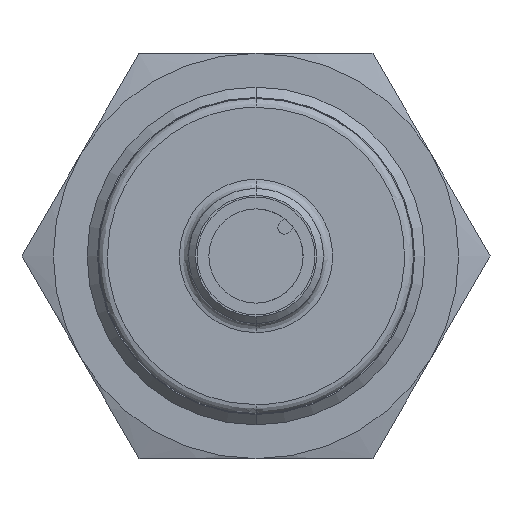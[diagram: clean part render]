
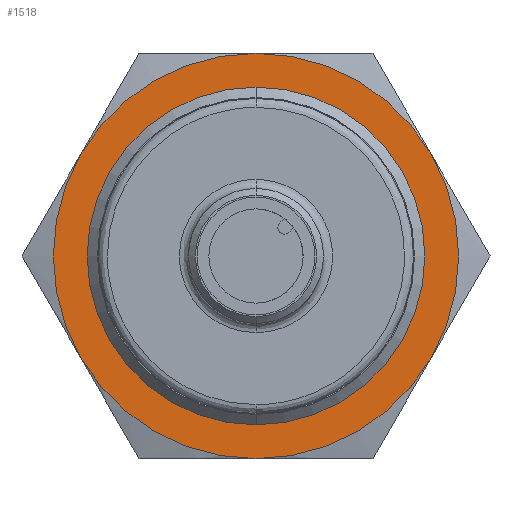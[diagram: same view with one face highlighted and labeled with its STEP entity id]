
A CAD part, left-side view. The second image highlights one B-rep face of the part: STEP entity #1518.
In plain terms, the highlighted planar face has unit normal (-1, 0, 0).
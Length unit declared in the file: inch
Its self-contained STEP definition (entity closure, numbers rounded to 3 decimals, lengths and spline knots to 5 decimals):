
#4 = ORIENTED_EDGE ( 'NONE', *, *, #5063, .F. ) ;
#18 = ORIENTED_EDGE ( 'NONE', *, *, #5341, .F. ) ;
#38 = DIRECTION ( 'NONE',  ( 1., 0., 0. ) ) ;
#215 = PLANE ( 'NONE',  #8435 ) ;
#238 = DIRECTION ( 'NONE',  ( 1., 0., 0. ) ) ;
#362 = CARTESIAN_POINT ( 'NONE',  ( 1.9685, 0., -0.70866 ) ) ;
#418 = CARTESIAN_POINT ( 'NONE',  ( 1.9685, 0., 0. ) ) ;
#508 = ORIENTED_EDGE ( 'NONE', *, *, #6062, .T. ) ;
#776 = DIRECTION ( 'NONE',  ( 0., 0., 1. ) ) ;
#794 = CARTESIAN_POINT ( 'NONE',  ( 1.9685, 0., 0. ) ) ;
#1006 = CIRCLE ( 'NONE', #1885, 0.59055 ) ;
#1150 = EDGE_LOOP ( 'NONE', ( #508, #1962 ) ) ;
#1300 = DIRECTION ( 'NONE',  ( 1., 0., 0. ) ) ;
#1371 = CIRCLE ( 'NONE', #6963, 0.70866 ) ;
#1467 = EDGE_LOOP ( 'NONE', ( #5973, #4, #3629, #1510, #18, #4798 ) ) ;
#1510 = ORIENTED_EDGE ( 'NONE', *, *, #6247, .F. ) ;
#1518 = ADVANCED_FACE ( 'NONE', ( #8133, #2513 ), #215, .T. ) ;
#1566 = CARTESIAN_POINT ( 'NONE',  ( 1.9685, -0.61372, 0.35433 ) ) ;
#1845 = CARTESIAN_POINT ( 'NONE',  ( 1.9685, 0.61372, 0.35433 ) ) ;
#1846 = CIRCLE ( 'NONE', #5931, 0.59055 ) ;
#1885 = AXIS2_PLACEMENT_3D ( 'NONE', #6936, #38, #776 ) ;
#1962 = ORIENTED_EDGE ( 'NONE', *, *, #8343, .T. ) ;
#2019 = VERTEX_POINT ( 'NONE', #2550 ) ;
#2093 = CARTESIAN_POINT ( 'NONE',  ( 1.9685, 0., 0. ) ) ;
#2166 = EDGE_CURVE ( 'NONE', #8740, #6800, #5071, .T. ) ;
#2198 = CARTESIAN_POINT ( 'NONE',  ( 1.9685, -0.61372, -0.35433 ) ) ;
#2427 = AXIS2_PLACEMENT_3D ( 'NONE', #5638, #238, #7815 ) ;
#2513 = FACE_BOUND ( 'NONE', #1150, .T. ) ;
#2550 = CARTESIAN_POINT ( 'NONE',  ( 1.9685, 0., -0.59055 ) ) ;
#2748 = CARTESIAN_POINT ( 'NONE',  ( 1.9685, 0., 0. ) ) ;
#2774 = EDGE_CURVE ( 'NONE', #7201, #3534, #1371, .T. ) ;
#2811 = DIRECTION ( 'NONE',  ( 0., 0., -1. ) ) ;
#2864 = EDGE_CURVE ( 'NONE', #5821, #7201, #5698, .T. ) ;
#3280 = CIRCLE ( 'NONE', #7578, 0.70866 ) ;
#3534 = VERTEX_POINT ( 'NONE', #2198 ) ;
#3629 = ORIENTED_EDGE ( 'NONE', *, *, #2166, .F. ) ;
#3663 = CARTESIAN_POINT ( 'NONE',  ( 1.9685, 0.35433, 0. ) ) ;
#3859 = DIRECTION ( 'NONE',  ( 1., 0., 0. ) ) ;
#4003 = AXIS2_PLACEMENT_3D ( 'NONE', #794, #7047, #2811 ) ;
#4798 = ORIENTED_EDGE ( 'NONE', *, *, #2774, .F. ) ;
#4930 = DIRECTION ( 'NONE',  ( 1., 0., 0. ) ) ;
#4991 = AXIS2_PLACEMENT_3D ( 'NONE', #6722, #1300, #6143 ) ;
#5063 = EDGE_CURVE ( 'NONE', #6800, #5821, #8311, .T. ) ;
#5066 = DIRECTION ( 'NONE',  ( 0., 0., 1. ) ) ;
#5071 = CIRCLE ( 'NONE', #4991, 0.70866 ) ;
#5341 = EDGE_CURVE ( 'NONE', #3534, #6413, #3280, .T. ) ;
#5472 = DIRECTION ( 'NONE',  ( 0., 0., -1. ) ) ;
#5638 = CARTESIAN_POINT ( 'NONE',  ( 1.9685, 0., 0. ) ) ;
#5698 = CIRCLE ( 'NONE', #4003, 0.70866 ) ;
#5821 = VERTEX_POINT ( 'NONE', #5870 ) ;
#5870 = CARTESIAN_POINT ( 'NONE',  ( 1.9685, 0., 0.70866 ) ) ;
#5931 = AXIS2_PLACEMENT_3D ( 'NONE', #2748, #4930, #7569 ) ;
#5973 = ORIENTED_EDGE ( 'NONE', *, *, #2864, .F. ) ;
#6062 = EDGE_CURVE ( 'NONE', #7832, #2019, #1846, .T. ) ;
#6143 = DIRECTION ( 'NONE',  ( 0., 0., -1. ) ) ;
#6152 = CARTESIAN_POINT ( 'NONE',  ( 1.9685, 0., 0. ) ) ;
#6247 = EDGE_CURVE ( 'NONE', #6413, #8740, #7979, .T. ) ;
#6250 = DIRECTION ( 'NONE',  ( 0., 0., -1. ) ) ;
#6265 = AXIS2_PLACEMENT_3D ( 'NONE', #418, #3859, #7312 ) ;
#6413 = VERTEX_POINT ( 'NONE', #362 ) ;
#6722 = CARTESIAN_POINT ( 'NONE',  ( 1.9685, 0., 0. ) ) ;
#6800 = VERTEX_POINT ( 'NONE', #1845 ) ;
#6874 = DIRECTION ( 'NONE',  ( 1., 0., 0. ) ) ;
#6936 = CARTESIAN_POINT ( 'NONE',  ( 1.9685, 0., 0. ) ) ;
#6963 = AXIS2_PLACEMENT_3D ( 'NONE', #2093, #7521, #6250 ) ;
#7047 = DIRECTION ( 'NONE',  ( 1., 0., 0. ) ) ;
#7082 = DIRECTION ( 'NONE',  ( -1., 0., 0. ) ) ;
#7201 = VERTEX_POINT ( 'NONE', #1566 ) ;
#7312 = DIRECTION ( 'NONE',  ( 0., 0., -1. ) ) ;
#7485 = CARTESIAN_POINT ( 'NONE',  ( 1.9685, 0., 0.59055 ) ) ;
#7521 = DIRECTION ( 'NONE',  ( 1., 0., 0. ) ) ;
#7569 = DIRECTION ( 'NONE',  ( 0., 0., 1. ) ) ;
#7578 = AXIS2_PLACEMENT_3D ( 'NONE', #6152, #6874, #5472 ) ;
#7815 = DIRECTION ( 'NONE',  ( 0., 0., -1. ) ) ;
#7832 = VERTEX_POINT ( 'NONE', #7485 ) ;
#7979 = CIRCLE ( 'NONE', #2427, 0.70866 ) ;
#8133 = FACE_OUTER_BOUND ( 'NONE', #1467, .T. ) ;
#8311 = CIRCLE ( 'NONE', #6265, 0.70866 ) ;
#8318 = CARTESIAN_POINT ( 'NONE',  ( 1.9685, 0.61372, -0.35433 ) ) ;
#8343 = EDGE_CURVE ( 'NONE', #2019, #7832, #1006, .T. ) ;
#8435 = AXIS2_PLACEMENT_3D ( 'NONE', #3663, #7082, #5066 ) ;
#8740 = VERTEX_POINT ( 'NONE', #8318 ) ;
